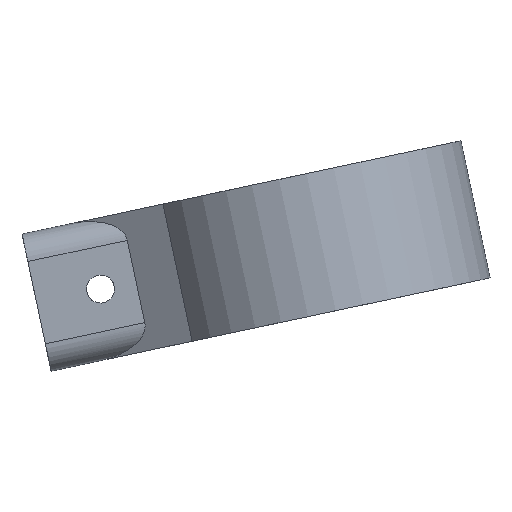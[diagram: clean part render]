
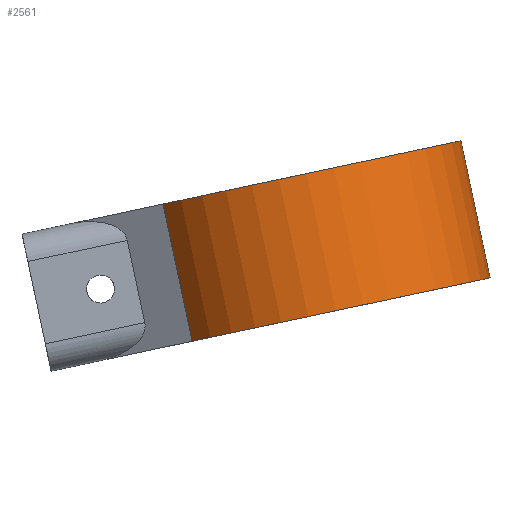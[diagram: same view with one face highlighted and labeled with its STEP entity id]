
A CAD part, front view. The second image highlights one B-rep face of the part: STEP entity #2561.
In plain terms, the highlighted cylindrical face has radius 18 mm (diameter 36 mm), a partial arc.
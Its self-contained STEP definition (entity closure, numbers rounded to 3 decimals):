
#362 = CYLINDRICAL_SURFACE('',#363,18.);
#363 = AXIS2_PLACEMENT_3D('',#364,#365,#366);
#364 = CARTESIAN_POINT('',(487.138,0.,85.163));
#365 = DIRECTION('',(0.208,-0.,-0.978));
#366 = DIRECTION('',(0.978,0.,0.208));
#831 = PLANE('',#832);
#832 = AXIS2_PLACEMENT_3D('',#833,#834,#835);
#833 = CARTESIAN_POINT('',(484.019,0.,99.835));
#834 = DIRECTION('',(-0.208,0.,0.978));
#835 = DIRECTION('',(0.978,0.,0.208));
#877 = VERTEX_POINT('',#878);
#878 = CARTESIAN_POINT('',(469.766,-10.567,
    96.805));
#918 = B_SPLINE_SURFACE_WITH_KNOTS('',2,2,(
    (#919,#920,#921,#922,#923,#924,#925)
    ,(#926,#927,#928,#929,#930,#931,#932)
    ,(#933,#934,#935,#936,#937,#938,#939)
    ,(#940,#941,#942,#943,#944,#945,#946)
    ,(#947,#948,#949,#950,#951,#952,#953
    )),.UNSPECIFIED.,.F.,.F.,.F.,(3,1,1,3),(3,1,1,1,1,3),(
    -17.629,0.,15.,32.629),(-18.547,-0.918,
    0.,15.,15.918,33.547),.UNSPECIFIED.);
#919 = CARTESIAN_POINT('',(480.93,-19.225,
    118.139));
#920 = CARTESIAN_POINT('',(482.763,-19.225,
    109.518));
#921 = CARTESIAN_POINT('',(484.691,-19.225,
    100.447));
#922 = CARTESIAN_POINT('',(486.346,-19.225,
    92.662));
#923 = CARTESIAN_POINT('',(488.,-19.225,
    84.877));
#924 = CARTESIAN_POINT('',(489.928,-19.225,
    75.806));
#925 = CARTESIAN_POINT('',(491.761,-19.225,
    67.185));
#926 = CARTESIAN_POINT('',(468.527,-12.075,
    115.503));
#927 = CARTESIAN_POINT('',(470.359,-12.075,
    106.881));
#928 = CARTESIAN_POINT('',(472.287,-12.075,
    97.811));
#929 = CARTESIAN_POINT('',(473.942,-12.075,
    90.025));
#930 = CARTESIAN_POINT('',(475.597,-12.075,
    82.24));
#931 = CARTESIAN_POINT('',(477.525,-12.075,
    73.17));
#932 = CARTESIAN_POINT('',(479.357,-12.075,
    64.548));
#933 = CARTESIAN_POINT('',(463.683,-9.283,
    114.473));
#934 = CARTESIAN_POINT('',(465.516,-9.283,
    105.852));
#935 = CARTESIAN_POINT('',(467.444,-9.283,
    96.781));
#936 = CARTESIAN_POINT('',(469.099,-9.283,
    88.996));
#937 = CARTESIAN_POINT('',(470.754,-9.283,
    81.211));
#938 = CARTESIAN_POINT('',(472.682,-9.283,
    72.14));
#939 = CARTESIAN_POINT('',(474.514,-9.283,
    63.519));
#940 = CARTESIAN_POINT('',(458.84,-6.492,
    113.444));
#941 = CARTESIAN_POINT('',(460.673,-6.492,
    104.822));
#942 = CARTESIAN_POINT('',(462.601,-6.492,
    95.752));
#943 = CARTESIAN_POINT('',(464.255,-6.492,
    87.967));
#944 = CARTESIAN_POINT('',(465.91,-6.492,
    80.181));
#945 = CARTESIAN_POINT('',(467.838,-6.492,
    71.111));
#946 = CARTESIAN_POINT('',(469.671,-6.492,
    62.489));
#947 = CARTESIAN_POINT('',(446.436,0.658,
    110.807));
#948 = CARTESIAN_POINT('',(448.269,0.658,
    102.186));
#949 = CARTESIAN_POINT('',(450.197,0.658,
    93.115));
#950 = CARTESIAN_POINT('',(451.852,0.658,
    85.33));
#951 = CARTESIAN_POINT('',(453.507,0.658,
    77.545));
#952 = CARTESIAN_POINT('',(455.435,0.658,
    68.474));
#953 = CARTESIAN_POINT('',(457.267,0.658,59.853
    ));
#1135 = VERTEX_POINT('',#1136);
#1136 = CARTESIAN_POINT('',(472.885,-10.567,
    82.133));
#1171 = PLANE('',#1172);
#1172 = AXIS2_PLACEMENT_3D('',#1173,#1174,#1175);
#1173 = CARTESIAN_POINT('',(487.138,0.,85.163));
#1174 = DIRECTION('',(-0.208,0.,0.978));
#1175 = DIRECTION('',(0.978,0.,0.208));
#1241 = VERTEX_POINT('',#1242);
#1242 = CARTESIAN_POINT('',(504.745,0.,88.905));
#1264 = EDGE_CURVE('',#1241,#1265,#1267,.T.);
#1265 = VERTEX_POINT('',#1266);
#1266 = CARTESIAN_POINT('',(501.626,0.,103.577));
#1267 = SURFACE_CURVE('',#1268,(#1272,#1279),.PCURVE_S1.);
#1268 = LINE('',#1269,#1270);
#1269 = CARTESIAN_POINT('',(504.745,0.,88.905));
#1270 = VECTOR('',#1271,1.);
#1271 = DIRECTION('',(-0.208,0.,0.978));
#1272 = PCURVE('',#362,#1273);
#1273 = DEFINITIONAL_REPRESENTATION('',(#1274),#1278);
#1274 = LINE('',#1275,#1276);
#1275 = CARTESIAN_POINT('',(-0.,0.));
#1276 = VECTOR('',#1277,1.);
#1277 = DIRECTION('',(-0.,-1.));
#1278 = ( GEOMETRIC_REPRESENTATION_CONTEXT(2) 
PARAMETRIC_REPRESENTATION_CONTEXT() REPRESENTATION_CONTEXT('2D SPACE',''
  ) );
#1279 = PCURVE('',#1280,#1285);
#1280 = CYLINDRICAL_SURFACE('',#1281,18.);
#1281 = AXIS2_PLACEMENT_3D('',#1282,#1283,#1284);
#1282 = CARTESIAN_POINT('',(487.138,0.,85.163));
#1283 = DIRECTION('',(0.208,-0.,-0.978));
#1284 = DIRECTION('',(0.978,0.,0.208));
#1285 = DEFINITIONAL_REPRESENTATION('',(#1286),#1290);
#1286 = LINE('',#1287,#1288);
#1287 = CARTESIAN_POINT('',(-6.283,0.));
#1288 = VECTOR('',#1289,1.);
#1289 = DIRECTION('',(-0.,-1.));
#1290 = ( GEOMETRIC_REPRESENTATION_CONTEXT(2) 
PARAMETRIC_REPRESENTATION_CONTEXT() REPRESENTATION_CONTEXT('2D SPACE',''
  ) );
#2209 = EDGE_CURVE('',#877,#1135,#2210,.T.);
#2210 = SURFACE_CURVE('',#2211,(#2217,#2224),.PCURVE_S1.);
#2211 = B_SPLINE_CURVE_WITH_KNOTS('',2,(#2212,#2213,#2214,#2215,#2216),
  .UNSPECIFIED.,.F.,.F.,(3,1,1,3),(-0.918,0.,15.,15.918),
  .UNSPECIFIED.);
#2212 = CARTESIAN_POINT('',(469.575,-10.567,
    97.703));
#2213 = CARTESIAN_POINT('',(469.671,-10.567,
    97.254));
#2214 = CARTESIAN_POINT('',(471.325,-10.567,
    89.469));
#2215 = CARTESIAN_POINT('',(472.98,-10.567,
    81.684));
#2216 = CARTESIAN_POINT('',(473.076,-10.567,
    81.235));
#2217 = PCURVE('',#918,#2218);
#2218 = DEFINITIONAL_REPRESENTATION('',(#2219),#2223);
#2219 = LINE('',#2220,#2221);
#2220 = CARTESIAN_POINT('',(0.,0.));
#2221 = VECTOR('',#2222,1.);
#2222 = DIRECTION('',(0.,1.));
#2223 = ( GEOMETRIC_REPRESENTATION_CONTEXT(2) 
PARAMETRIC_REPRESENTATION_CONTEXT() REPRESENTATION_CONTEXT('2D SPACE',''
  ) );
#2224 = PCURVE('',#1280,#2225);
#2225 = DEFINITIONAL_REPRESENTATION('',(#2226),#2229);
#2226 = B_SPLINE_CURVE_WITH_KNOTS('',1,(#2227,#2228),.UNSPECIFIED.,.F.,
  .F.,(2,2),(0.,15.),.PIECEWISE_BEZIER_KNOTS.);
#2227 = CARTESIAN_POINT('',(-3.769,-15.));
#2228 = CARTESIAN_POINT('',(-3.769,0.));
#2229 = ( GEOMETRIC_REPRESENTATION_CONTEXT(2) 
PARAMETRIC_REPRESENTATION_CONTEXT() REPRESENTATION_CONTEXT('2D SPACE',''
  ) );
#2337 = EDGE_CURVE('',#877,#1265,#2338,.T.);
#2338 = SURFACE_CURVE('',#2339,(#2344,#2351),.PCURVE_S1.);
#2339 = CIRCLE('',#2340,18.);
#2340 = AXIS2_PLACEMENT_3D('',#2341,#2342,#2343);
#2341 = CARTESIAN_POINT('',(484.019,0.,99.835));
#2342 = DIRECTION('',(-0.208,0.,0.978));
#2343 = DIRECTION('',(0.978,0.,0.208));
#2344 = PCURVE('',#831,#2345);
#2345 = DEFINITIONAL_REPRESENTATION('',(#2346),#2350);
#2346 = CIRCLE('',#2347,18.);
#2347 = AXIS2_PLACEMENT_2D('',#2348,#2349);
#2348 = CARTESIAN_POINT('',(0.,0.));
#2349 = DIRECTION('',(1.,0.));
#2350 = ( GEOMETRIC_REPRESENTATION_CONTEXT(2) 
PARAMETRIC_REPRESENTATION_CONTEXT() REPRESENTATION_CONTEXT('2D SPACE',''
  ) );
#2351 = PCURVE('',#1280,#2352);
#2352 = DEFINITIONAL_REPRESENTATION('',(#2353),#2357);
#2353 = LINE('',#2354,#2355);
#2354 = CARTESIAN_POINT('',(-0.,-15.));
#2355 = VECTOR('',#2356,1.);
#2356 = DIRECTION('',(-1.,0.));
#2357 = ( GEOMETRIC_REPRESENTATION_CONTEXT(2) 
PARAMETRIC_REPRESENTATION_CONTEXT() REPRESENTATION_CONTEXT('2D SPACE',''
  ) );
#2512 = EDGE_CURVE('',#1135,#1241,#2513,.T.);
#2513 = SURFACE_CURVE('',#2514,(#2519,#2526),.PCURVE_S1.);
#2514 = CIRCLE('',#2515,18.);
#2515 = AXIS2_PLACEMENT_3D('',#2516,#2517,#2518);
#2516 = CARTESIAN_POINT('',(487.138,0.,85.163));
#2517 = DIRECTION('',(-0.208,0.,0.978));
#2518 = DIRECTION('',(0.978,0.,0.208));
#2519 = PCURVE('',#1171,#2520);
#2520 = DEFINITIONAL_REPRESENTATION('',(#2521),#2525);
#2521 = CIRCLE('',#2522,18.);
#2522 = AXIS2_PLACEMENT_2D('',#2523,#2524);
#2523 = CARTESIAN_POINT('',(0.,0.));
#2524 = DIRECTION('',(1.,0.));
#2525 = ( GEOMETRIC_REPRESENTATION_CONTEXT(2) 
PARAMETRIC_REPRESENTATION_CONTEXT() REPRESENTATION_CONTEXT('2D SPACE',''
  ) );
#2526 = PCURVE('',#1280,#2527);
#2527 = DEFINITIONAL_REPRESENTATION('',(#2528),#2532);
#2528 = LINE('',#2529,#2530);
#2529 = CARTESIAN_POINT('',(-0.,0.));
#2530 = VECTOR('',#2531,1.);
#2531 = DIRECTION('',(-1.,0.));
#2532 = ( GEOMETRIC_REPRESENTATION_CONTEXT(2) 
PARAMETRIC_REPRESENTATION_CONTEXT() REPRESENTATION_CONTEXT('2D SPACE',''
  ) );
#2561 = ADVANCED_FACE('',(#2562),#1280,.T.);
#2562 = FACE_BOUND('',#2563,.F.);
#2563 = EDGE_LOOP('',(#2564,#2565,#2566,#2567));
#2564 = ORIENTED_EDGE('',*,*,#2337,.T.);
#2565 = ORIENTED_EDGE('',*,*,#1264,.F.);
#2566 = ORIENTED_EDGE('',*,*,#2512,.F.);
#2567 = ORIENTED_EDGE('',*,*,#2209,.F.);
